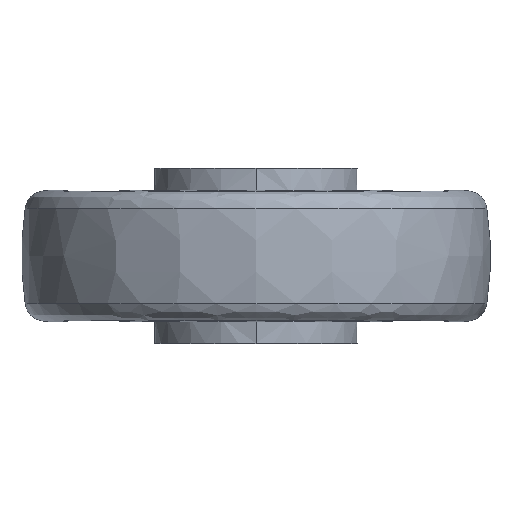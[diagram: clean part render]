
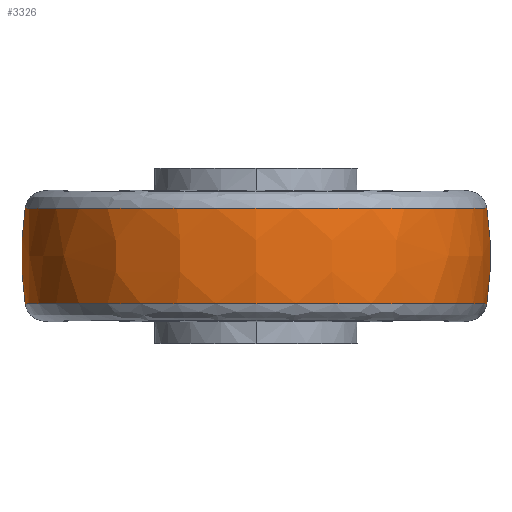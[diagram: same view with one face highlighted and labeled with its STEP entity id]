
A CAD part, front view. The second image highlights one B-rep face of the part: STEP entity #3326.
In plain terms, the highlighted free-form (B-spline) face has degree [3, 3] with [4, 4] control points.
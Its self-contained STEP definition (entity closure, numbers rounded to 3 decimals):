
#60 = CARTESIAN_POINT ( 'NONE',  ( 30., 0., 29.389 ) ) ;
#103 = EDGE_LOOP ( 'NONE', ( #1310, #3839, #3803, #186 ) ) ;
#186 = ORIENTED_EDGE ( 'NONE', *, *, #2757, .F. ) ;
#240 = AXIS2_PLACEMENT_3D ( 'NONE', #60, #4030, #1356 ) ;
#285 = CARTESIAN_POINT ( 'NONE',  ( 78.787, 0., 13.099 ) ) ;
#296 = FACE_OUTER_BOUND ( 'NONE', #103, .T. ) ;
#311 = CARTESIAN_POINT ( 'NONE',  ( 80.407, -160.814, 34.858 ) ) ;
#518 = CIRCLE ( 'NONE', #2488, 110. ) ;
#574 = DIRECTION ( 'NONE',  ( 0., 0., 1. ) ) ;
#599 = CARTESIAN_POINT ( 'NONE',  ( -80.407, 0., 34.858 ) ) ;
#753 = VERTEX_POINT ( 'NONE', #3037 ) ;
#816 = EDGE_CURVE ( 'NONE', #753, #3341, #2191, .T. ) ;
#955 = CARTESIAN_POINT ( 'NONE',  ( -78.787, 0., 13.099 ) ) ;
#1253 = CARTESIAN_POINT ( 'NONE',  ( 78.787, -157.574, 45.678 ) ) ;
#1294 = CARTESIAN_POINT ( 'NONE',  ( -78.787, -157.574, 13.099 ) ) ;
#1310 = ORIENTED_EDGE ( 'NONE', *, *, #3685, .T. ) ;
#1347 = DIRECTION ( 'NONE',  ( 0., 1., 0. ) ) ;
#1356 = DIRECTION ( 'NONE',  ( -1., 0., 0. ) ) ;
#1482 = DIRECTION ( 'NONE',  ( 0., 0., -1. ) ) ;
#1499 = EDGE_CURVE ( 'NONE', #3341, #4098, #3178, .T. ) ;
#1593 = CARTESIAN_POINT ( 'NONE',  ( 78.787, 0., 45.678 ) ) ;
#1606 = CARTESIAN_POINT ( 'NONE',  ( 80.407, 0., 34.858 ) ) ;
#1866 =( BOUNDED_SURFACE ( )  B_SPLINE_SURFACE ( 3, 3, ( 
 ( #2510, #2965, #1253, #1593 ),
 ( #599, #2245, #311, #1606 ),
 ( #4256, #4279, #1909, #2224 ),
 ( #955, #1294, #3908, #285 ) ),
 .UNSPECIFIED., .F., .F., .F. ) 
 B_SPLINE_SURFACE_WITH_KNOTS ( ( 4, 4 ),
 ( 4, 4 ),
 ( 0., 1. ),
 ( 0., 1. ),
 .UNSPECIFIED. ) 
 GEOMETRIC_REPRESENTATION_ITEM ( )  RATIONAL_B_SPLINE_SURFACE ( (
 ( 1., 0.333, 0.333, 1.),
 ( 0.993, 0.331, 0.331, 0.993),
 ( 0.993, 0.331, 0.331, 0.993),
 ( 1., 0.333, 0.333, 1.) ) ) 
 REPRESENTATION_ITEM ( '' )  SURFACE ( )  );
#1909 = CARTESIAN_POINT ( 'NONE',  ( 80.407, -160.814, 23.919 ) ) ;
#2191 = CIRCLE ( 'NONE', #240, 110. ) ;
#2224 = CARTESIAN_POINT ( 'NONE',  ( 80.407, 0., 23.919 ) ) ;
#2245 = CARTESIAN_POINT ( 'NONE',  ( -80.407, -160.814, 34.858 ) ) ;
#2266 = CARTESIAN_POINT ( 'NONE',  ( -78.787, 0., 13.099 ) ) ;
#2365 = AXIS2_PLACEMENT_3D ( 'NONE', #3275, #574, #2959 ) ;
#2488 = AXIS2_PLACEMENT_3D ( 'NONE', #3014, #1347, #2686 ) ;
#2510 = CARTESIAN_POINT ( 'NONE',  ( -78.787, 0., 45.678 ) ) ;
#2614 = CIRCLE ( 'NONE', #2663, 78.787 ) ;
#2663 = AXIS2_PLACEMENT_3D ( 'NONE', #3167, #1482, #3822 ) ;
#2686 = DIRECTION ( 'NONE',  ( 1., 0., 0. ) ) ;
#2757 = EDGE_CURVE ( 'NONE', #3844, #4098, #518, .T. ) ;
#2959 = DIRECTION ( 'NONE',  ( 1., 0., 0. ) ) ;
#2965 = CARTESIAN_POINT ( 'NONE',  ( -78.787, -157.574, 45.678 ) ) ;
#3014 = CARTESIAN_POINT ( 'NONE',  ( -30., 0., 29.389 ) ) ;
#3037 = CARTESIAN_POINT ( 'NONE',  ( -78.787, 0., 45.678 ) ) ;
#3167 = CARTESIAN_POINT ( 'NONE',  ( 0., 0., 45.678 ) ) ;
#3178 = CIRCLE ( 'NONE', #2365, 78.787 ) ;
#3275 = CARTESIAN_POINT ( 'NONE',  ( 0., 0., 13.099 ) ) ;
#3326 = ADVANCED_FACE ( 'NONE', ( #296 ), #1866, .T. ) ;
#3341 = VERTEX_POINT ( 'NONE', #2266 ) ;
#3354 = CARTESIAN_POINT ( 'NONE',  ( 78.787, 0., 45.678 ) ) ;
#3685 = EDGE_CURVE ( 'NONE', #3844, #753, #2614, .T. ) ;
#3803 = ORIENTED_EDGE ( 'NONE', *, *, #1499, .T. ) ;
#3822 = DIRECTION ( 'NONE',  ( 1., 0., 0. ) ) ;
#3839 = ORIENTED_EDGE ( 'NONE', *, *, #816, .T. ) ;
#3844 = VERTEX_POINT ( 'NONE', #3354 ) ;
#3908 = CARTESIAN_POINT ( 'NONE',  ( 78.787, -157.574, 13.099 ) ) ;
#4030 = DIRECTION ( 'NONE',  ( 0., -1., 0. ) ) ;
#4098 = VERTEX_POINT ( 'NONE', #4160 ) ;
#4160 = CARTESIAN_POINT ( 'NONE',  ( 78.787, 0., 13.099 ) ) ;
#4256 = CARTESIAN_POINT ( 'NONE',  ( -80.407, 0., 23.919 ) ) ;
#4279 = CARTESIAN_POINT ( 'NONE',  ( -80.407, -160.814, 23.919 ) ) ;
